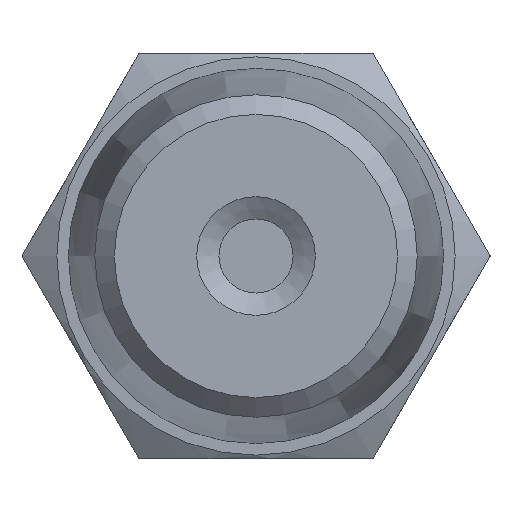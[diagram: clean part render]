
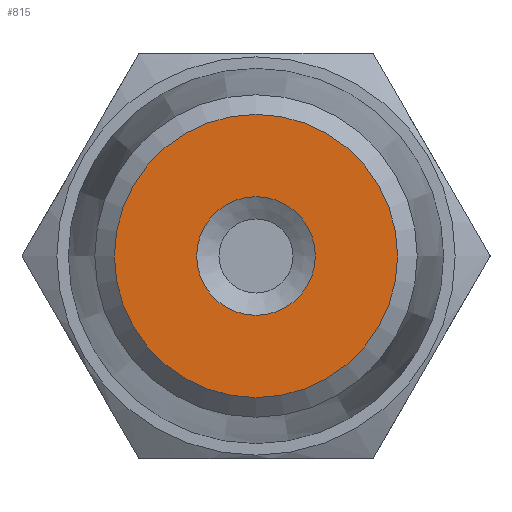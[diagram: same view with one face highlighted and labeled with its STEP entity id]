
A CAD part, left-side view. The second image highlights one B-rep face of the part: STEP entity #815.
In plain terms, the highlighted planar face has unit normal (-1, 0, 0).
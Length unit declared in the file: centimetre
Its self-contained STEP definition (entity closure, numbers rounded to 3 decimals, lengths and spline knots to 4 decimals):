
#120=FACE_BOUND('',#317,.T.);
#242=FACE_OUTER_BOUND('',#316,.T.);
#316=EDGE_LOOP('',(#720));
#317=EDGE_LOOP('',(#721));
#371=CIRCLE('',#910,0.1626);
#372=CIRCLE('',#912,0.3882);
#446=VERTEX_POINT('',#1409);
#447=VERTEX_POINT('',#1412);
#543=EDGE_CURVE('',#446,#446,#371,.T.);
#544=EDGE_CURVE('',#447,#447,#372,.T.);
#720=ORIENTED_EDGE('',*,*,#544,.F.);
#721=ORIENTED_EDGE('',*,*,#543,.T.);
#766=PLANE('',#916);
#815=ADVANCED_FACE('',(#242,#120),#766,.T.);
#910=AXIS2_PLACEMENT_3D('',#1410,#1125,#1126);
#912=AXIS2_PLACEMENT_3D('',#1413,#1129,#1130);
#916=AXIS2_PLACEMENT_3D('',#1419,#1137,#1138);
#1125=DIRECTION('center_axis',(1.,0.,0.));
#1126=DIRECTION('ref_axis',(0.,-1.,0.));
#1129=DIRECTION('center_axis',(1.,0.,0.));
#1130=DIRECTION('ref_axis',(0.,-1.,0.));
#1137=DIRECTION('center_axis',(-1.,0.,0.));
#1138=DIRECTION('ref_axis',(0.,0.,1.));
#1409=CARTESIAN_POINT('',(0.,-0.1626,0.));
#1410=CARTESIAN_POINT('Origin',(0.,0.,0.));
#1412=CARTESIAN_POINT('',(0.,0.3882,0.));
#1413=CARTESIAN_POINT('Origin',(0.,0.,0.));
#1419=CARTESIAN_POINT('Origin',(0.,0.2191,0.));
